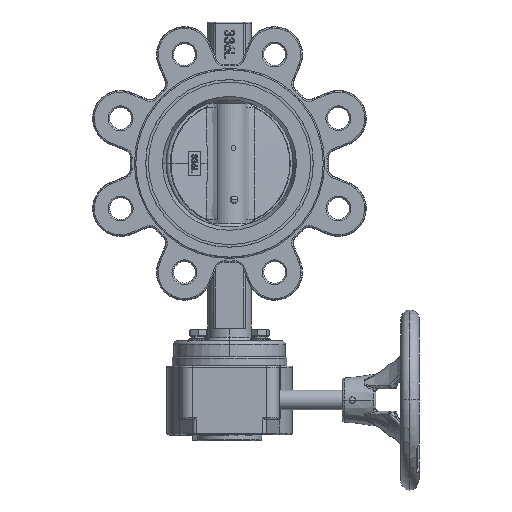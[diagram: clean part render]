
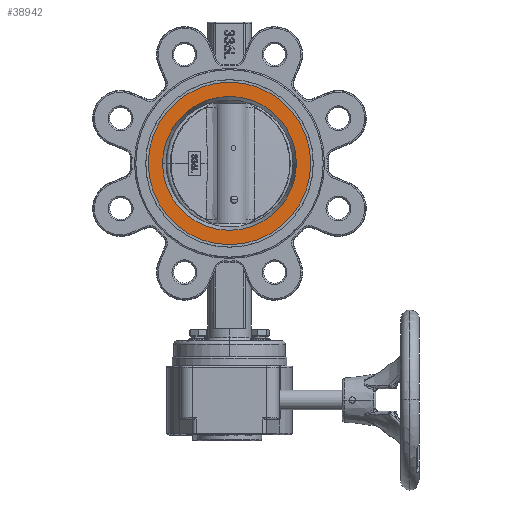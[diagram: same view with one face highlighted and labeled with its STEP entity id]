
A CAD part, top view. The second image highlights one B-rep face of the part: STEP entity #38942.
In plain terms, the highlighted planar face has unit normal (0, 0, 1).
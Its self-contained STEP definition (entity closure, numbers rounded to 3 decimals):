
#2058 = VERTEX_POINT ( 'NONE', #56571 ) ;
#2326 = DIRECTION ( 'NONE',  ( -1., 0., 0. ) ) ;
#8619 = DIRECTION ( 'NONE',  ( 0., 0., -1. ) ) ;
#13506 = EDGE_CURVE ( 'NONE', #75314, #54473, #75879, .T. ) ;
#14281 = AXIS2_PLACEMENT_3D ( 'NONE', #44157, #56131, #2326 ) ;
#14421 = CARTESIAN_POINT ( 'NONE',  ( 53.98, 0., 27.65 ) ) ;
#18067 = DIRECTION ( 'NONE',  ( 0., 0., -1. ) ) ;
#18996 = AXIS2_PLACEMENT_3D ( 'NONE', #70341, #18067, #28941 ) ;
#19896 = EDGE_CURVE ( 'NONE', #47645, #2058, #31799, .T. ) ;
#20072 = ORIENTED_EDGE ( 'NONE', *, *, #24469, .F. ) ;
#20611 = DIRECTION ( 'NONE',  ( -1., 0., 0. ) ) ;
#20683 = ORIENTED_EDGE ( 'NONE', *, *, #13506, .F. ) ;
#21770 = PLANE ( 'NONE',  #74475 ) ;
#22600 = DIRECTION ( 'NONE',  ( 0., 0., -1. ) ) ;
#24469 = EDGE_CURVE ( 'NONE', #54473, #75314, #42735, .T. ) ;
#28354 = ORIENTED_EDGE ( 'NONE', *, *, #19896, .T. ) ;
#28941 = DIRECTION ( 'NONE',  ( -1., 0., 0. ) ) ;
#30484 = CARTESIAN_POINT ( 'NONE',  ( -65.5, 0., 27.65 ) ) ;
#31799 = CIRCLE ( 'NONE', #50309, 53.98 ) ;
#34116 = AXIS2_PLACEMENT_3D ( 'NONE', #44793, #38993, #51365 ) ;
#38044 = FACE_OUTER_BOUND ( 'NONE', #75289, .T. ) ;
#38942 = ADVANCED_FACE ( 'NONE', ( #68221, #38044 ), #21770, .F. ) ;
#38993 = DIRECTION ( 'NONE',  ( 0., 0., -1. ) ) ;
#40680 = CARTESIAN_POINT ( 'NONE',  ( 53.98, 0., 27.65 ) ) ;
#42735 = CIRCLE ( 'NONE', #14281, 65.5 ) ;
#44157 = CARTESIAN_POINT ( 'NONE',  ( 0., 0., 27.65 ) ) ;
#44793 = CARTESIAN_POINT ( 'NONE',  ( 0., 0., 27.65 ) ) ;
#46208 = DIRECTION ( 'NONE',  ( -1., 0., 0. ) ) ;
#47645 = VERTEX_POINT ( 'NONE', #40680 ) ;
#48281 = EDGE_CURVE ( 'NONE', #2058, #47645, #58800, .T. ) ;
#50309 = AXIS2_PLACEMENT_3D ( 'NONE', #75620, #22600, #46208 ) ;
#51365 = DIRECTION ( 'NONE',  ( -1., 0., 0. ) ) ;
#54473 = VERTEX_POINT ( 'NONE', #63751 ) ;
#56131 = DIRECTION ( 'NONE',  ( 0., 0., -1. ) ) ;
#56571 = CARTESIAN_POINT ( 'NONE',  ( -53.98, 0., 27.65 ) ) ;
#58800 = CIRCLE ( 'NONE', #34116, 53.98 ) ;
#62883 = EDGE_LOOP ( 'NONE', ( #28354, #64941 ) ) ;
#63751 = CARTESIAN_POINT ( 'NONE',  ( 65.5, 0., 27.65 ) ) ;
#64941 = ORIENTED_EDGE ( 'NONE', *, *, #48281, .T. ) ;
#68221 = FACE_BOUND ( 'NONE', #62883, .T. ) ;
#70341 = CARTESIAN_POINT ( 'NONE',  ( 0., 0., 27.65 ) ) ;
#74475 = AXIS2_PLACEMENT_3D ( 'NONE', #14421, #8619, #20611 ) ;
#75289 = EDGE_LOOP ( 'NONE', ( #20683, #20072 ) ) ;
#75314 = VERTEX_POINT ( 'NONE', #30484 ) ;
#75620 = CARTESIAN_POINT ( 'NONE',  ( 0., 0., 27.65 ) ) ;
#75879 = CIRCLE ( 'NONE', #18996, 65.5 ) ;
